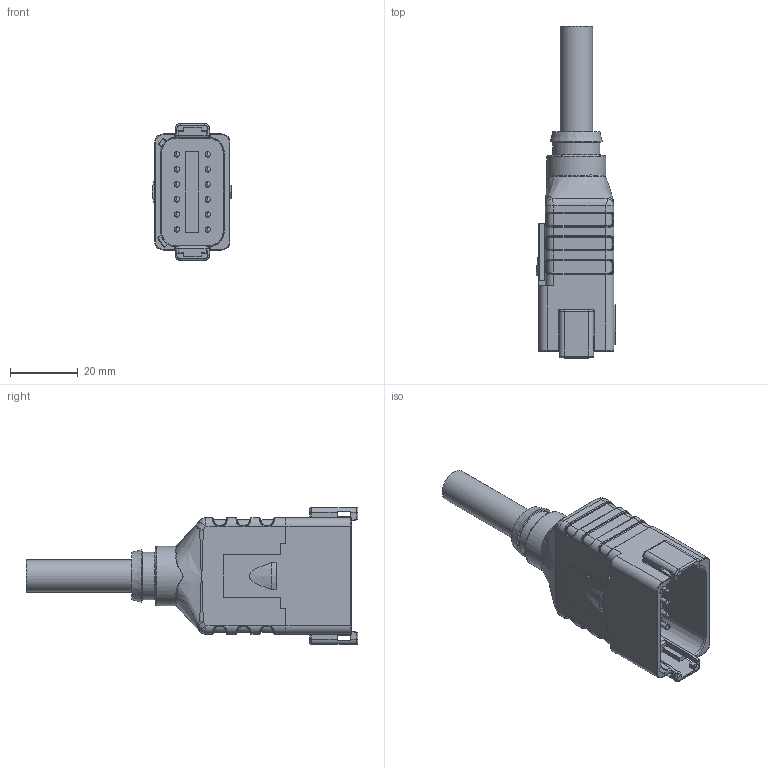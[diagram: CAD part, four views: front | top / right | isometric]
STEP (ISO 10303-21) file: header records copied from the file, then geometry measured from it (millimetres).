
FILE_DESCRIPTION(/* description */ (''),/* implementation_level */ '2;1');
FILE_NAME(/* name */ '1-V0011385__5039165__MA-DT04-12P-2-S370_assy_26-06-2023_stp.stp',/* time_stamp */ '2023-06-26T09:58:35+02:00',/* author */ ('ESCHA GmbH & Co. KG'),/* organization */ ('ESCHA GmbH & Co. KG'),/* preprocessor_version */ 'ST-DEVELOPER v16',/* originating_system */ 'SIEMENS PLM Software NX 10.0',/* authorisation */ '');
FILE_SCHEMA (('AUTOMOTIVE_DESIGN { 1 0 10303 214 3 1 1 1 }'));
Length unit declared in the file: millimetre
Products named in the file (1): t.he46349D77uogm
Bounding box: 23.5 x 98.25 x 40.5 mm (x, y, z)
Volume: 29447.2 mm3; surface area: 11660.4 mm2
Topology: 1 solids, 1 shells, 584 faces, 1483 edges, 870 vertices
Faces by surface type: cylinder 180, plane 157, bspline 101, torus 95, sphere 36, cone 15
Full cylindrical faces by diameter (mm): 9.65 x1, 14 x1, 17.5 x1
Entity records: 23660 total; most frequent: CARTESIAN_POINT 10383, ORIENTED_EDGE 2838, DIRECTION 2754, EDGE_CURVE 1419, AXIS2_PLACEMENT_3D 1083, VERTEX_POINT 861, EDGE_LOOP 608, LINE 588
